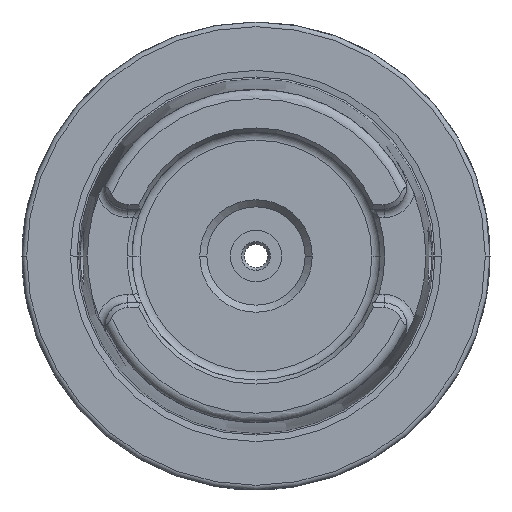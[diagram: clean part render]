
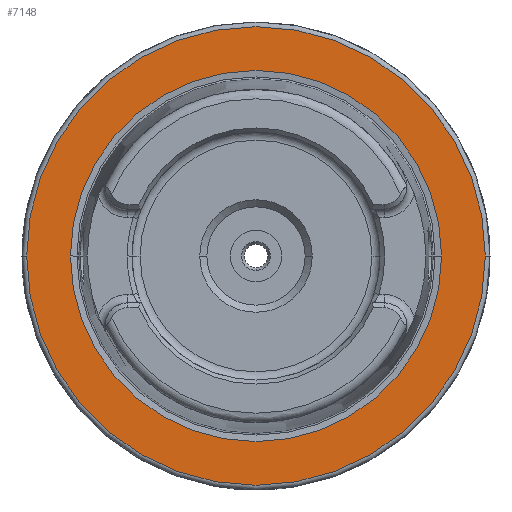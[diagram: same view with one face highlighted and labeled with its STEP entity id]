
A CAD part, left-side view. The second image highlights one B-rep face of the part: STEP entity #7148.
In plain terms, the highlighted planar face has unit normal (-1, 0, 0).
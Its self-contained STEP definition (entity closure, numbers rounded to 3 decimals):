
#148 = AXIS2_PLACEMENT_3D ( 'NONE', #7375, #7320, #2708 ) ;
#708 = EDGE_CURVE ( 'NONE', #11652, #7286, #5523, .T. ) ;
#726 = AXIS2_PLACEMENT_3D ( 'NONE', #5775, #1026, #6754 ) ;
#862 = EDGE_CURVE ( 'NONE', #8729, #8717, #9095, .T. ) ;
#1026 = DIRECTION ( 'NONE',  ( 1., 0., 0. ) ) ;
#1075 = EDGE_CURVE ( 'NONE', #8717, #8729, #7707, .T. ) ;
#1428 = DIRECTION ( 'NONE',  ( 0., 0., -1. ) ) ;
#1672 = DIRECTION ( 'NONE',  ( 1., 0., 0. ) ) ;
#2177 = ORIENTED_EDGE ( 'NONE', *, *, #862, .T. ) ;
#2708 = DIRECTION ( 'NONE',  ( 0., 0., -1. ) ) ;
#2948 = EDGE_LOOP ( 'NONE', ( #10344, #8222 ) ) ;
#2997 = AXIS2_PLACEMENT_3D ( 'NONE', #3323, #1672, #1428 ) ;
#3123 = DIRECTION ( 'NONE',  ( 0., 0., -1. ) ) ;
#3204 = CARTESIAN_POINT ( 'NONE',  ( 0.05, 0., 49. ) ) ;
#3323 = CARTESIAN_POINT ( 'NONE',  ( 0.05, 0., 0. ) ) ;
#4034 = CARTESIAN_POINT ( 'NONE',  ( 0.05, 0., 0. ) ) ;
#4609 = AXIS2_PLACEMENT_3D ( 'NONE', #8194, #9122, #10823 ) ;
#4816 = CIRCLE ( 'NONE', #726, 49. ) ;
#5471 = FACE_BOUND ( 'NONE', #7643, .T. ) ;
#5523 = CIRCLE ( 'NONE', #2997, 49. ) ;
#5775 = CARTESIAN_POINT ( 'NONE',  ( 0.05, 0., 0. ) ) ;
#6143 = CARTESIAN_POINT ( 'NONE',  ( 0.05, 0., 39.647 ) ) ;
#6754 = DIRECTION ( 'NONE',  ( 0., 0., -1. ) ) ;
#6883 = EDGE_CURVE ( 'NONE', #7286, #11652, #4816, .T. ) ;
#7052 = CARTESIAN_POINT ( 'NONE',  ( 0.05, 0., -39.647 ) ) ;
#7148 = ADVANCED_FACE ( 'NONE', ( #5471, #9898 ), #7174, .T. ) ;
#7174 = PLANE ( 'NONE',  #4609 ) ;
#7286 = VERTEX_POINT ( 'NONE', #3204 ) ;
#7320 = DIRECTION ( 'NONE',  ( 1., 0., 0. ) ) ;
#7375 = CARTESIAN_POINT ( 'NONE',  ( 0.05, 0., 0. ) ) ;
#7535 = ORIENTED_EDGE ( 'NONE', *, *, #1075, .T. ) ;
#7643 = EDGE_LOOP ( 'NONE', ( #2177, #7535 ) ) ;
#7707 = CIRCLE ( 'NONE', #11411, 39.647 ) ;
#7785 = DIRECTION ( 'NONE',  ( 1., 0., 0. ) ) ;
#8097 = CARTESIAN_POINT ( 'NONE',  ( 0.05, 0., -49. ) ) ;
#8194 = CARTESIAN_POINT ( 'NONE',  ( 0.05, 39.647, 0. ) ) ;
#8222 = ORIENTED_EDGE ( 'NONE', *, *, #6883, .F. ) ;
#8717 = VERTEX_POINT ( 'NONE', #7052 ) ;
#8729 = VERTEX_POINT ( 'NONE', #6143 ) ;
#9095 = CIRCLE ( 'NONE', #148, 39.647 ) ;
#9122 = DIRECTION ( 'NONE',  ( -1., 0., 0. ) ) ;
#9898 = FACE_OUTER_BOUND ( 'NONE', #2948, .T. ) ;
#10344 = ORIENTED_EDGE ( 'NONE', *, *, #708, .F. ) ;
#10823 = DIRECTION ( 'NONE',  ( 0., 0., 1. ) ) ;
#11411 = AXIS2_PLACEMENT_3D ( 'NONE', #4034, #7785, #3123 ) ;
#11652 = VERTEX_POINT ( 'NONE', #8097 ) ;
